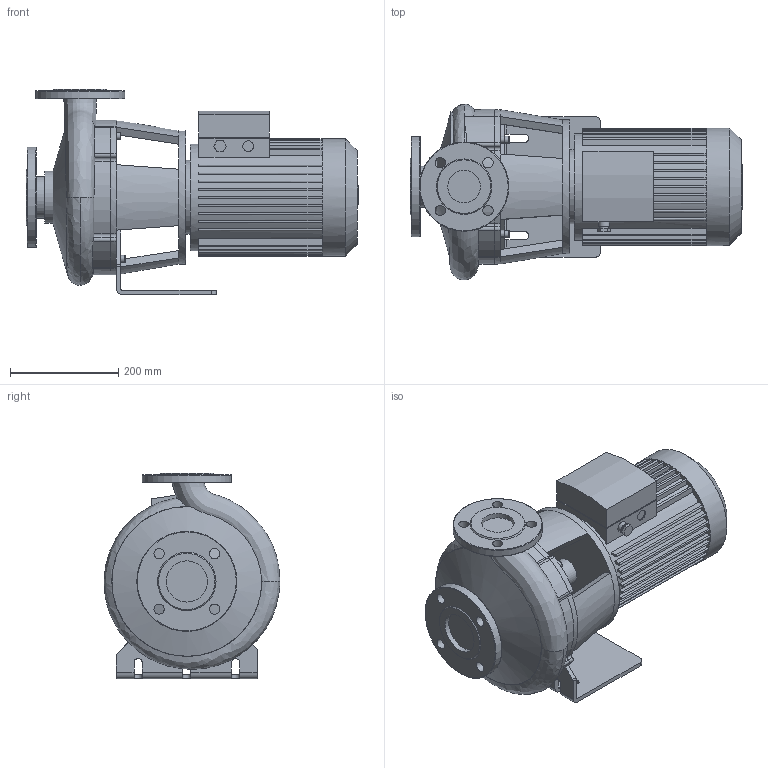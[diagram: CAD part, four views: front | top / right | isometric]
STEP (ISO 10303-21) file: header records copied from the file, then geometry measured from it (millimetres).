
FILE_DESCRIPTION(/* description */ (''),/* implementation_level */ '2;1');
FILE_NAME(/* name */ '3d_BL50_200-2_2_4-2121084.stp',/* time_stamp */ '2017-11-06T15:07:44+01:00',/* author */ ('Andrzej'),/* organization */ (''),/* preprocessor_version */ 'ST-DEVELOPER v16.13',/* originating_system */ 'AutoCAD Mechanical',/* authorisation */ '');
FILE_SCHEMA (('AUTOMOTIVE_DESIGN { 1 0 10303 214 3 1 1 }'));
Length unit declared in the file: millimetre
Products named in the file (1): Product
Bounding box: 613.5 x 324.83 x 380 mm (x, y, z)
Volume: 21980904.6 mm3; surface area: 1304785.1 mm2
Topology: 9 solids, 9 shells, 463 faces, 1243 edges, 808 vertices
Faces by surface type: plane 270, cylinder 145, bspline 32, torus 8, cone 8
Full cylindrical faces by diameter (mm): 9 x4, 13 x4, 16 x1, 19 x8, 20 x4, 50 x1, 60.3 x1, 76.1 x2, 96.1 x1, 137 x1, 165 x1, 185 x1, 197 x1, 217 x1, 247 x1
Entity records: 17557 total; most frequent: CARTESIAN_POINT 5948, DIRECTION 2413, ORIENTED_EDGE 2380, EDGE_CURVE 1190, AXIS2_PLACEMENT_3D 875, VERTEX_POINT 799, LINE 663, VECTOR 663
